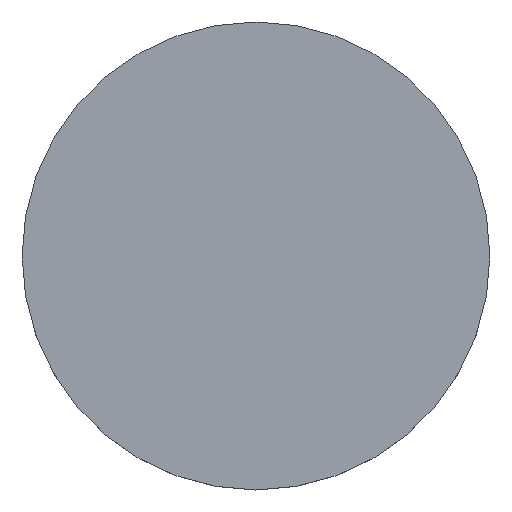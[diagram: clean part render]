
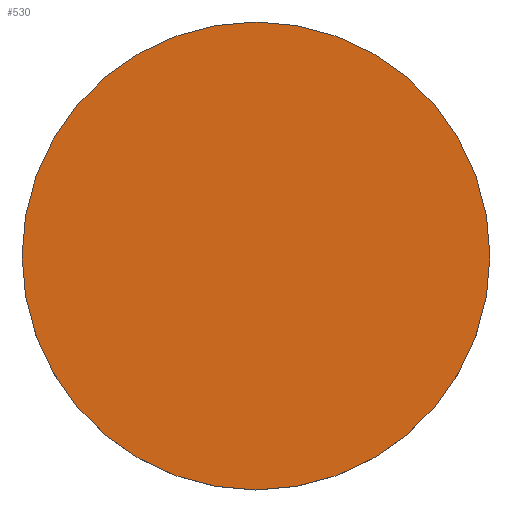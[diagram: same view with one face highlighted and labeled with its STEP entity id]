
A CAD part, top view. The second image highlights one B-rep face of the part: STEP entity #530.
In plain terms, the highlighted planar face has unit normal (0, 0, 1).
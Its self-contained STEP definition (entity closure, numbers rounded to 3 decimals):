
#2 = AXIS2_PLACEMENT_3D ( 'NONE', #307, #428, #301 ) ;
#24 = DIRECTION ( 'NONE',  ( 0., 0., -1. ) ) ;
#32 = DIRECTION ( 'NONE',  ( 1., 0., 0. ) ) ;
#85 = AXIS2_PLACEMENT_3D ( 'NONE', #408, #24, #32 ) ;
#95 = DIRECTION ( 'NONE',  ( 1., 0., 0. ) ) ;
#148 = VERTEX_POINT ( 'NONE', #156 ) ;
#156 = CARTESIAN_POINT ( 'NONE',  ( -12.7, 0., 7. ) ) ;
#215 = FACE_OUTER_BOUND ( 'NONE', #392, .T. ) ;
#216 = DIRECTION ( 'NONE',  ( 0., 0., 1. ) ) ;
#218 = AXIS2_PLACEMENT_3D ( 'NONE', #261, #216, #95 ) ;
#220 = PLANE ( 'NONE',  #218 ) ;
#226 = CIRCLE ( 'NONE', #2, 12.7 ) ;
#261 = CARTESIAN_POINT ( 'NONE',  ( 0., 26.112, 7. ) ) ;
#264 = EDGE_CURVE ( 'NONE', #148, #528, #395, .T. ) ;
#301 = DIRECTION ( 'NONE',  ( 1., 0., 0. ) ) ;
#307 = CARTESIAN_POINT ( 'NONE',  ( 0., 0., 7. ) ) ;
#350 = ORIENTED_EDGE ( 'NONE', *, *, #529, .F. ) ;
#391 = CARTESIAN_POINT ( 'NONE',  ( 12.7, 0., 7. ) ) ;
#392 = EDGE_LOOP ( 'NONE', ( #350, #431 ) ) ;
#395 = CIRCLE ( 'NONE', #85, 12.7 ) ;
#408 = CARTESIAN_POINT ( 'NONE',  ( 0., 0., 7. ) ) ;
#428 = DIRECTION ( 'NONE',  ( 0., 0., -1. ) ) ;
#431 = ORIENTED_EDGE ( 'NONE', *, *, #264, .F. ) ;
#528 = VERTEX_POINT ( 'NONE', #391 ) ;
#529 = EDGE_CURVE ( 'NONE', #528, #148, #226, .T. ) ;
#530 = ADVANCED_FACE ( 'NONE', ( #215 ), #220, .T. ) ;
